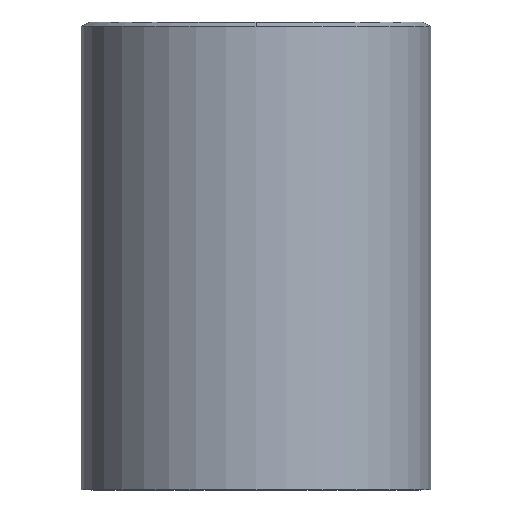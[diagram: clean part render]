
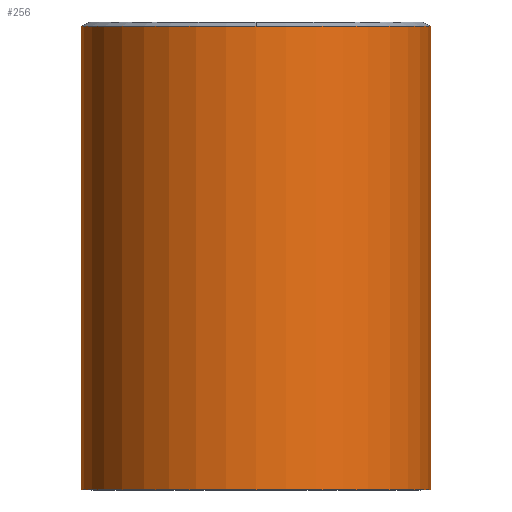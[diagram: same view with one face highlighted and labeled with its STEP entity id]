
A CAD part, front view. The second image highlights one B-rep face of the part: STEP entity #256.
In plain terms, the highlighted cylindrical face has radius 20 mm (diameter 40 mm), a partial arc.
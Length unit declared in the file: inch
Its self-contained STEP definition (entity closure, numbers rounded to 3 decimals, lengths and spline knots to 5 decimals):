
#3 = DIRECTION ( 'NONE',  ( 1., 0., 0. ) ) ;
#6 = CARTESIAN_POINT ( 'NONE',  ( 0.7874, 0., 0. ) ) ;
#8 = CYLINDRICAL_SURFACE ( 'NONE', #208, 0.7874 ) ;
#10 = CARTESIAN_POINT ( 'NONE',  ( 0., -0.7874, 2.08661 ) ) ;
#18 = VECTOR ( 'NONE', #218, 39.37008 ) ;
#19 = CARTESIAN_POINT ( 'NONE',  ( 0.7874, 0., 0. ) ) ;
#31 = EDGE_CURVE ( 'NONE', #87, #38, #141, .T. ) ;
#35 = DIRECTION ( 'NONE',  ( 0., 0., -1. ) ) ;
#38 = VERTEX_POINT ( 'NONE', #19 ) ;
#43 = EDGE_CURVE ( 'NONE', #66, #142, #52, .T. ) ;
#50 = EDGE_CURVE ( 'NONE', #177, #66, #184, .T. ) ;
#52 = CIRCLE ( 'NONE', #125, 0.7874 ) ;
#56 = EDGE_CURVE ( 'NONE', #87, #142, #298, .T. ) ;
#62 = EDGE_CURVE ( 'NONE', #38, #177, #279, .T. ) ;
#63 = DIRECTION ( 'NONE',  ( 1., 0., 0. ) ) ;
#66 = VERTEX_POINT ( 'NONE', #10 ) ;
#69 = ORIENTED_EDGE ( 'NONE', *, *, #43, .T. ) ;
#72 = EDGE_LOOP ( 'NONE', ( #233, #166, #117, #149, #69 ) ) ;
#76 = CARTESIAN_POINT ( 'NONE',  ( 0., 0., 2.08661 ) ) ;
#86 = DIRECTION ( 'NONE',  ( 0., 0., 1. ) ) ;
#87 = VERTEX_POINT ( 'NONE', #240 ) ;
#110 = CARTESIAN_POINT ( 'NONE',  ( 0., 0., 2.08661 ) ) ;
#117 = ORIENTED_EDGE ( 'NONE', *, *, #62, .T. ) ;
#125 = AXIS2_PLACEMENT_3D ( 'NONE', #110, #35, #225 ) ;
#137 = CARTESIAN_POINT ( 'NONE',  ( -0.7874, 0., 0. ) ) ;
#141 = CIRCLE ( 'NONE', #278, 0.7874 ) ;
#142 = VERTEX_POINT ( 'NONE', #151 ) ;
#147 = CARTESIAN_POINT ( 'NONE',  ( 0.7874, 0., 2.08661 ) ) ;
#149 = ORIENTED_EDGE ( 'NONE', *, *, #50, .T. ) ;
#151 = CARTESIAN_POINT ( 'NONE',  ( -0.7874, 0., 2.08661 ) ) ;
#166 = ORIENTED_EDGE ( 'NONE', *, *, #31, .T. ) ;
#168 = DIRECTION ( 'NONE',  ( 0., 0., 1. ) ) ;
#169 = DIRECTION ( 'NONE',  ( 1., 0., 0. ) ) ;
#177 = VERTEX_POINT ( 'NONE', #147 ) ;
#184 = CIRCLE ( 'NONE', #268, 0.7874 ) ;
#188 = DIRECTION ( 'NONE',  ( 0., 0., -1. ) ) ;
#208 = AXIS2_PLACEMENT_3D ( 'NONE', #285, #211, #169 ) ;
#211 = DIRECTION ( 'NONE',  ( 0., 0., 1. ) ) ;
#218 = DIRECTION ( 'NONE',  ( 0., 0., 1. ) ) ;
#225 = DIRECTION ( 'NONE',  ( 1., 0., 0. ) ) ;
#233 = ORIENTED_EDGE ( 'NONE', *, *, #56, .F. ) ;
#239 = FACE_OUTER_BOUND ( 'NONE', #72, .T. ) ;
#240 = CARTESIAN_POINT ( 'NONE',  ( -0.7874, 0., 0. ) ) ;
#256 = ADVANCED_FACE ( 'NONE', ( #239 ), #8, .T. ) ;
#258 = VECTOR ( 'NONE', #168, 39.37008 ) ;
#268 = AXIS2_PLACEMENT_3D ( 'NONE', #76, #188, #3 ) ;
#278 = AXIS2_PLACEMENT_3D ( 'NONE', #299, #86, #63 ) ;
#279 = LINE ( 'NONE', #6, #258 ) ;
#285 = CARTESIAN_POINT ( 'NONE',  ( 0., 0., 0. ) ) ;
#298 = LINE ( 'NONE', #137, #18 ) ;
#299 = CARTESIAN_POINT ( 'NONE',  ( 0., 0., 0. ) ) ;
